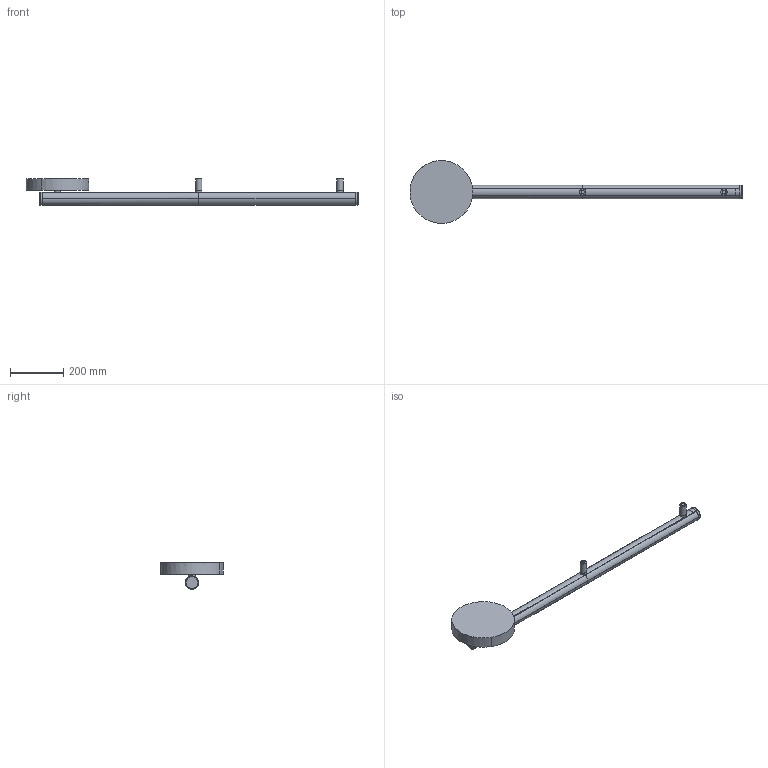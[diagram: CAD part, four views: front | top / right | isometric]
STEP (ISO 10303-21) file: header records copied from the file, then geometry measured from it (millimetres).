
FILE_DESCRIPTION(/* description */ (''),/* implementation_level */ '2;1');
FILE_NAME(/* name */ '3D 130400_Alphabet of light linear wall-ceiling 120',/* time_stamp */ '2018-05-15T10:06:28+02:00',/* author */ (''),/* organization */ (''),/* preprocessor_version */ 'ST-DEVELOPER v10',/* originating_system */ '',/* authorisation */ '');
FILE_SCHEMA (('AUTOMOTIVE_DESIGN'));
Length unit declared in the file: millimetre
Products named in the file (1): 1
Bounding box: 1251.27 x 236.34 x 100 mm (x, y, z)
Volume: 1884452.3 mm3; surface area: 345609.6 mm2
Topology: 1 solids, 8 shells, 110 faces, 398 edges, 298 vertices
Faces by surface type: bspline 64, plane 46
Entity records: 5555 total; most frequent: CARTESIAN_POINT 3446, ORIENTED_EDGE 629, EDGE_CURVE 397, VERTEX_POINT 296, B_SPLINE_CURVE_WITH_KNOTS 178, EDGE_LOOP 117, ADVANCED_FACE 110, FACE_OUTER_BOUND 110
